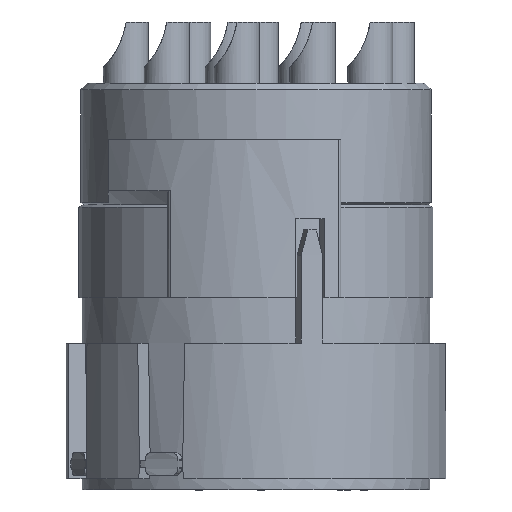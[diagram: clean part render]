
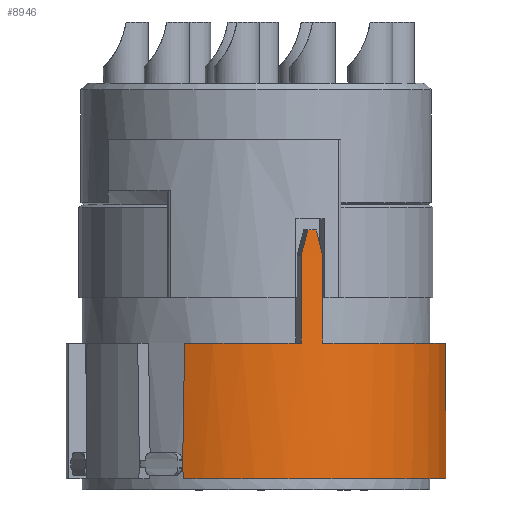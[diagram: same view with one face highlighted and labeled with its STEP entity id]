
A CAD part, left-side view. The second image highlights one B-rep face of the part: STEP entity #8946.
In plain terms, the highlighted cylindrical face has radius 8.475 mm (diameter 16.95 mm), a partial arc.
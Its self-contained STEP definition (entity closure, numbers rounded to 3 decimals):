
#8873=AXIS2_PLACEMENT_3D('Cylinder Axis2P3D',#8870,#8871,#8872) ;
#8877=AXIS2_PLACEMENT_3D('Circle Axis2P3D',#8875,#8876,$) ;
#8899=AXIS2_PLACEMENT_3D('Circle Axis2P3D',#8897,#8898,$) ;
#8921=AXIS2_PLACEMENT_3D('Circle Axis2P3D',#8919,#8920,$) ;
#6704=CARTESIAN_POINT('Vertex',(7.398,0.,1.001)) ;
#6707=CARTESIAN_POINT('Line Origine',(7.376,0.003,0.751)) ;
#6711=CARTESIAN_POINT('Vertex',(7.354,0.006,0.501)) ;
#6734=CARTESIAN_POINT('Control Point',(7.354,0.006,0.501)) ;
#6735=CARTESIAN_POINT('Control Point',(6.506,0.121,0.501)) ;
#6736=CARTESIAN_POINT('Control Point',(5.673,0.344,0.501)) ;
#6737=CARTESIAN_POINT('Control Point',(4.872,0.671,0.501)) ;
#6738=CARTESIAN_POINT('Control Point',(3.371,1.521,0.501)) ;
#6739=CARTESIAN_POINT('Control Point',(2.128,2.717,0.501)) ;
#6740=CARTESIAN_POINT('Control Point',(1.585,3.39,0.501)) ;
#6741=CARTESIAN_POINT('Control Point',(0.682,4.86,0.501)) ;
#6742=CARTESIAN_POINT('Control Point',(0.173,6.508,0.501)) ;
#6743=CARTESIAN_POINT('Control Point',(0.024,7.36,0.501)) ;
#6744=CARTESIAN_POINT('Control Point',(-0.041,8.748,0.501)) ;
#6745=CARTESIAN_POINT('Control Point',(0.175,10.114,0.501)) ;
#6746=CARTESIAN_POINT('Control Point',(0.296,10.625,0.501)) ;
#6747=CARTESIAN_POINT('Control Point',(0.457,11.125,0.501)) ;
#6748=CARTESIAN_POINT('Control Point',(0.655,11.609,0.501)) ;
#6749=CARTESIAN_POINT('Vertex',(0.655,11.609,0.501)) ;
#6776=CARTESIAN_POINT('Vertex',(0.672,11.65,1.001)) ;
#6784=CARTESIAN_POINT('Line Origine',(0.663,11.629,0.751)) ;
#8847=CARTESIAN_POINT('Vertex',(7.302,0.012,6.501)) ;
#8850=CARTESIAN_POINT('Line Origine',(7.35,0.006,3.751)) ;
#8870=CARTESIAN_POINT('Axis2P3D Location',(8.5,8.403,0.001)) ;
#8875=CARTESIAN_POINT('Axis2P3D Location',(8.5,8.403,6.501)) ;
#8879=CARTESIAN_POINT('Vertex',(0.556,5.451,6.501)) ;
#8882=CARTESIAN_POINT('Line Origine',(0.556,5.451,0.001)) ;
#8886=CARTESIAN_POINT('Vertex',(0.556,5.451,10.381)) ;
#8890=CARTESIAN_POINT('Control Point',(0.556,5.451,10.381)) ;
#8891=CARTESIAN_POINT('Control Point',(0.521,5.545,10.754)) ;
#8892=CARTESIAN_POINT('Control Point',(0.488,5.639,11.128)) ;
#8893=CARTESIAN_POINT('Control Point',(0.456,5.734,11.501)) ;
#8894=CARTESIAN_POINT('Vertex',(0.456,5.734,11.501)) ;
#8897=CARTESIAN_POINT('Axis2P3D Location',(8.5,8.403,11.501)) ;
#8901=CARTESIAN_POINT('Vertex',(0.339,6.117,11.501)) ;
#8905=CARTESIAN_POINT('Control Point',(0.339,6.117,11.501)) ;
#8906=CARTESIAN_POINT('Control Point',(0.312,6.213,11.128)) ;
#8907=CARTESIAN_POINT('Control Point',(0.287,6.31,10.754)) ;
#8908=CARTESIAN_POINT('Control Point',(0.263,6.407,10.381)) ;
#8909=CARTESIAN_POINT('Vertex',(0.263,6.407,10.381)) ;
#8912=CARTESIAN_POINT('Line Origine',(0.263,6.407,0.001)) ;
#8916=CARTESIAN_POINT('Vertex',(0.263,6.407,6.501)) ;
#8919=CARTESIAN_POINT('Axis2P3D Location',(8.5,8.403,6.501)) ;
#8923=CARTESIAN_POINT('Vertex',(0.635,11.561,6.501)) ;
#8927=CARTESIAN_POINT('Control Point',(0.635,11.561,6.501)) ;
#8928=CARTESIAN_POINT('Control Point',(0.647,11.59,4.668)) ;
#8929=CARTESIAN_POINT('Control Point',(0.659,11.62,2.834)) ;
#8930=CARTESIAN_POINT('Control Point',(0.672,11.65,1.001)) ;
#6708=DIRECTION('Vector Direction',(0.086,-0.011,0.996)) ;
#6785=DIRECTION('Vector Direction',(-0.033,-0.081,-0.996)) ;
#8851=DIRECTION('Vector Direction',(-0.017,0.002,1.)) ;
#8871=DIRECTION('Axis2P3D Direction',(0.,0.,-1.)) ;
#8872=DIRECTION('Axis2P3D XDirection',(0.,-1.,0.)) ;
#8876=DIRECTION('Axis2P3D Direction',(0.,0.,-1.)) ;
#8883=DIRECTION('Vector Direction',(0.,0.,-1.)) ;
#8898=DIRECTION('Axis2P3D Direction',(0.,0.,-1.)) ;
#8913=DIRECTION('Vector Direction',(0.,0.,-1.)) ;
#8920=DIRECTION('Axis2P3D Direction',(0.,0.,-1.)) ;
#6709=VECTOR('Line Direction',#6708,1.) ;
#6786=VECTOR('Line Direction',#6785,1.) ;
#8852=VECTOR('Line Direction',#8851,1.) ;
#8884=VECTOR('Line Direction',#8883,1.) ;
#8914=VECTOR('Line Direction',#8913,1.) ;
#8933=ORIENTED_EDGE('',*,*,#6713,.T.) ;
#8934=ORIENTED_EDGE('',*,*,#8854,.T.) ;
#8935=ORIENTED_EDGE('',*,*,#8881,.T.) ;
#8936=ORIENTED_EDGE('',*,*,#8888,.F.) ;
#8937=ORIENTED_EDGE('',*,*,#8896,.T.) ;
#8938=ORIENTED_EDGE('',*,*,#8903,.F.) ;
#8939=ORIENTED_EDGE('',*,*,#8911,.T.) ;
#8940=ORIENTED_EDGE('',*,*,#8918,.T.) ;
#8941=ORIENTED_EDGE('',*,*,#8925,.T.) ;
#8942=ORIENTED_EDGE('',*,*,#8931,.T.) ;
#8943=ORIENTED_EDGE('',*,*,#6788,.T.) ;
#8944=ORIENTED_EDGE('',*,*,#6751,.F.) ;
#8946=ADVANCED_FACE('Hauptk\X2\00F6\X0\rper',(#8945),#8874,.T.) ;
#6733=B_SPLINE_CURVE_WITH_KNOTS('',5,(#6734,#6735,#6736,#6737,#6738,#6739,#6740,#6741,#6742,#6743,#6744,#6745,#6746,#6747,#6748),.UNSPECIFIED.,.F.,.U.,(6,3,3,3,6),(0.,6.051,12.101,18.152,21.851),.UNSPECIFIED.) ;
#8889=B_SPLINE_CURVE_WITH_KNOTS('',3,(#8890,#8891,#8892,#8893),.UNSPECIFIED.,.F.,.U.,(4,4),(0.,1.639),.UNSPECIFIED.) ;
#8904=B_SPLINE_CURVE_WITH_KNOTS('',3,(#8905,#8906,#8907,#8908),.UNSPECIFIED.,.F.,.U.,(4,4),(0.,1.639),.UNSPECIFIED.) ;
#8926=B_SPLINE_CURVE_WITH_KNOTS('',3,(#8927,#8928,#8929,#8930),.UNSPECIFIED.,.F.,.U.,(4,4),(-2.75,2.75),.UNSPECIFIED.) ;
#8878=CIRCLE('generated circle',#8877,8.475) ;
#8900=CIRCLE('generated circle',#8899,8.475) ;
#8922=CIRCLE('generated circle',#8921,8.475) ;
#8874=CYLINDRICAL_SURFACE('generated cylinder',#8873,8.475) ;
#6713=EDGE_CURVE('',#6712,#6705,#6710,.T.) ;
#6751=EDGE_CURVE('',#6712,#6750,#6733,.T.) ;
#6788=EDGE_CURVE('',#6777,#6750,#6787,.T.) ;
#8854=EDGE_CURVE('',#6705,#8848,#8853,.T.) ;
#8881=EDGE_CURVE('',#8848,#8880,#8878,.T.) ;
#8888=EDGE_CURVE('',#8887,#8880,#8885,.T.) ;
#8896=EDGE_CURVE('',#8887,#8895,#8889,.T.) ;
#8903=EDGE_CURVE('',#8902,#8895,#8900,.F.) ;
#8911=EDGE_CURVE('',#8902,#8910,#8904,.T.) ;
#8918=EDGE_CURVE('',#8910,#8917,#8915,.T.) ;
#8925=EDGE_CURVE('',#8917,#8924,#8922,.T.) ;
#8931=EDGE_CURVE('',#8924,#6777,#8926,.T.) ;
#8932=EDGE_LOOP('',(#8933,#8934,#8935,#8936,#8937,#8938,#8939,#8940,#8941,#8942,#8943,#8944)) ;
#8945=FACE_OUTER_BOUND('',#8932,.T.) ;
#6710=LINE('Line',#6707,#6709) ;
#6787=LINE('Line',#6784,#6786) ;
#8853=LINE('Line',#8850,#8852) ;
#8885=LINE('Line',#8882,#8884) ;
#8915=LINE('Line',#8912,#8914) ;
#6705=VERTEX_POINT('',#6704) ;
#6712=VERTEX_POINT('',#6711) ;
#6750=VERTEX_POINT('',#6749) ;
#6777=VERTEX_POINT('',#6776) ;
#8848=VERTEX_POINT('',#8847) ;
#8880=VERTEX_POINT('',#8879) ;
#8887=VERTEX_POINT('',#8886) ;
#8895=VERTEX_POINT('',#8894) ;
#8902=VERTEX_POINT('',#8901) ;
#8910=VERTEX_POINT('',#8909) ;
#8917=VERTEX_POINT('',#8916) ;
#8924=VERTEX_POINT('',#8923) ;
